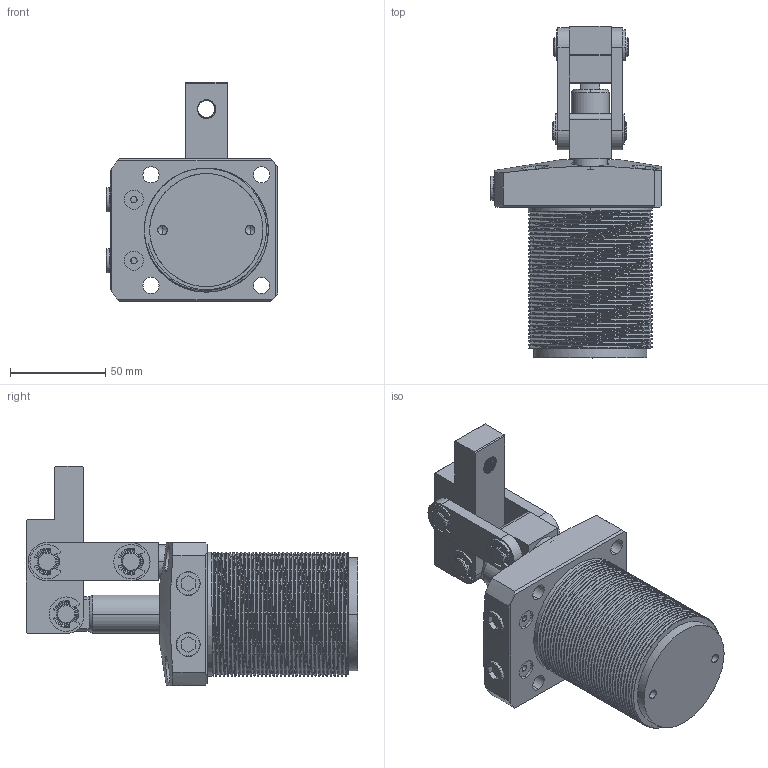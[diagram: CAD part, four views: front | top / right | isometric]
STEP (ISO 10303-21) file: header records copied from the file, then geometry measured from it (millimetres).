
FILE_DESCRIPTION (( 'STEP AP214' ), '1' );
FILE_NAME ('LHC01D-50R.STEP', '2019-04-20T00:58:26', ( '' ), ( '' ), 'SwSTEP 2.0', 'SolidWorks 2016', '' );
FILE_SCHEMA (( 'AUTOMOTIVE_DESIGN' ));
Length unit declared in the file: millimetre
Products named in the file (12): CPLCU-50-07_2; CPLCU-50-05_2; CPLCU-50-04_2; CPLCU-50-03_2; CPLCU-50-02_2; CPLCU-50-01_2; LHC01D-50R(BT); LHC01D-50R; LHC01D050活塞杆; 黑芛_12; M4ningjin_7; CPLCU-50-08_2
Assembly tree (24 placements, depth 2):
  LHC01D-50R
    LHC01D-50R(BT)
    CPLCU-50-01_2
    CPLCU-50-02_2  x2
    CPLCU-50-03_2
    CPLCU-50-04_2  x2
    CPLCU-50-05_2
    CPLCU-50-07_2  x6
    CPLCU-50-08_2  x6
    M4ningjin_7
    黑芛_12  x2
    LHC01D050活塞杆
Bounding box: 90 x 174 x 115 mm (x, y, z)
Volume: 406767.8 mm3; surface area: 109591.5 mm2
Topology: 24 solids, 25 shells, 812 faces, 2258 edges, 1527 vertices
Faces by surface type: cylinder 444, plane 185, cone 125, bspline 53, torus 4, sphere 1
Entity records: 46655 total; most frequent: CARTESIAN_POINT 33053, ORIENTED_EDGE 3110, DIRECTION 2175, EDGE_CURVE 1555, VERTEX_POINT 1077, AXIS2_PLACEMENT_3D 830, B_SPLINE_CURVE_WITH_KNOTS 685, EDGE_LOOP 600
